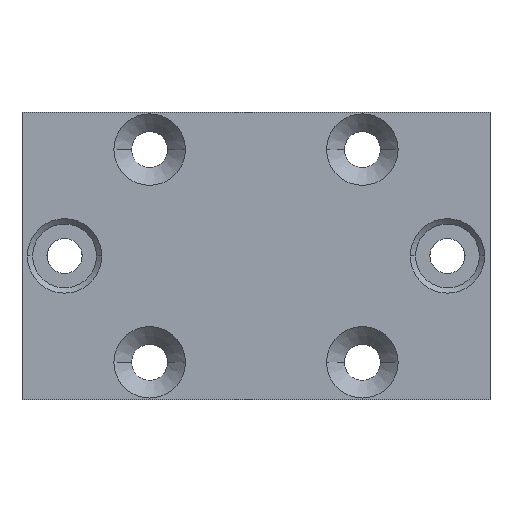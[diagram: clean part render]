
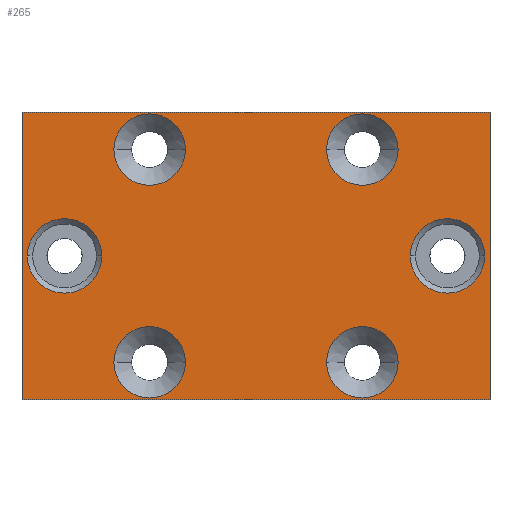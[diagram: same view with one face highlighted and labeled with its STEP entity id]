
A CAD part, top view. The second image highlights one B-rep face of the part: STEP entity #265.
In plain terms, the highlighted planar face has unit normal (0, 0, 1).
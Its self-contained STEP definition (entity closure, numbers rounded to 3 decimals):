
#1 = DIRECTION ( 'NONE',  ( 0., 0., 1. ) ) ;
#4 = AXIS2_PLACEMENT_3D ( 'NONE', #977, #226, #693 ) ;
#5 = EDGE_CURVE ( 'NONE', #17, #496, #982, .T. ) ;
#13 = VERTEX_POINT ( 'NONE', #789 ) ;
#17 = VERTEX_POINT ( 'NONE', #813 ) ;
#18 = DIRECTION ( 'NONE',  ( 0., -1., 0. ) ) ;
#29 = CARTESIAN_POINT ( 'NONE',  ( 22., 13.5, 6. ) ) ;
#32 = LINE ( 'NONE', #1092, #583 ) ;
#39 = DIRECTION ( 'NONE',  ( 0., 0., 1. ) ) ;
#48 = AXIS2_PLACEMENT_3D ( 'NONE', #1097, #237, #615 ) ;
#57 = EDGE_CURVE ( 'NONE', #440, #13, #990, .T. ) ;
#62 = VECTOR ( 'NONE', #993, 1000. ) ;
#64 = VERTEX_POINT ( 'NONE', #1099 ) ;
#87 = FACE_BOUND ( 'NONE', #352, .T. ) ;
#92 = CARTESIAN_POINT ( 'NONE',  ( 10., 10., 6. ) ) ;
#99 = FACE_BOUND ( 'NONE', #881, .T. ) ;
#102 = VERTEX_POINT ( 'NONE', #1115 ) ;
#103 = AXIS2_PLACEMENT_3D ( 'NONE', #1095, #235, #436 ) ;
#114 = ORIENTED_EDGE ( 'NONE', *, *, #819, .F. ) ;
#117 = CARTESIAN_POINT ( 'NONE',  ( 10., -10., 6. ) ) ;
#122 = ORIENTED_EDGE ( 'NONE', *, *, #420, .T. ) ;
#126 = CIRCLE ( 'NONE', #350, 3.5 ) ;
#127 = EDGE_CURVE ( 'NONE', #1235, #1138, #208, .T. ) ;
#128 = ORIENTED_EDGE ( 'NONE', *, *, #454, .F. ) ;
#140 = CIRCLE ( 'NONE', #1042, 3.5 ) ;
#161 = CIRCLE ( 'NONE', #785, 3.5 ) ;
#169 = CARTESIAN_POINT ( 'NONE',  ( 6.64, 10., 6. ) ) ;
#174 = CARTESIAN_POINT ( 'NONE',  ( -10., 10., 6. ) ) ;
#184 = CIRCLE ( 'NONE', #888, 3.36 ) ;
#191 = DIRECTION ( 'NONE',  ( 0., 0., 1. ) ) ;
#203 = DIRECTION ( 'NONE',  ( 0., 0., -1. ) ) ;
#208 = CIRCLE ( 'NONE', #1089, 3.36 ) ;
#211 = DIRECTION ( 'NONE',  ( -1., 0., 0. ) ) ;
#226 = DIRECTION ( 'NONE',  ( 0., 0., 1. ) ) ;
#231 = EDGE_CURVE ( 'NONE', #496, #1152, #457, .T. ) ;
#235 = DIRECTION ( 'NONE',  ( 0., 0., -1. ) ) ;
#237 = DIRECTION ( 'NONE',  ( 0., 0., 1. ) ) ;
#265 = ADVANCED_FACE ( 'NONE', ( #99, #276, #779, #960, #87, #477, #676 ), #859, .F. ) ;
#266 = VECTOR ( 'NONE', #211, 1000. ) ;
#267 = CIRCLE ( 'NONE', #685, 3.36 ) ;
#276 = FACE_BOUND ( 'NONE', #863, .T. ) ;
#281 = CARTESIAN_POINT ( 'NONE',  ( -13.36, -10., 6. ) ) ;
#283 = CIRCLE ( 'NONE', #985, 3.36 ) ;
#285 = AXIS2_PLACEMENT_3D ( 'NONE', #557, #191, #293 ) ;
#291 = ORIENTED_EDGE ( 'NONE', *, *, #333, .T. ) ;
#293 = DIRECTION ( 'NONE',  ( 1., 0., 0. ) ) ;
#302 = CARTESIAN_POINT ( 'NONE',  ( 18., 0., 6. ) ) ;
#317 = CARTESIAN_POINT ( 'NONE',  ( -13.36, 10., 6. ) ) ;
#333 = EDGE_CURVE ( 'NONE', #102, #882, #126, .T. ) ;
#350 = AXIS2_PLACEMENT_3D ( 'NONE', #302, #203, #485 ) ;
#352 = EDGE_LOOP ( 'NONE', ( #128, #781 ) ) ;
#354 = EDGE_CURVE ( 'NONE', #1004, #651, #1048, .T. ) ;
#356 = CARTESIAN_POINT ( 'NONE',  ( 10., 10., 6. ) ) ;
#362 = DIRECTION ( 'NONE',  ( 0., 0., 1. ) ) ;
#375 = CARTESIAN_POINT ( 'NONE',  ( 0., 0., 6. ) ) ;
#399 = EDGE_LOOP ( 'NONE', ( #475, #122, #1232, #856 ) ) ;
#403 = DIRECTION ( 'NONE',  ( 1., 0., 0. ) ) ;
#420 = EDGE_CURVE ( 'NONE', #875, #17, #690, .T. ) ;
#436 = DIRECTION ( 'NONE',  ( -1., 0., 0. ) ) ;
#440 = VERTEX_POINT ( 'NONE', #593 ) ;
#454 = EDGE_CURVE ( 'NONE', #1140, #1143, #283, .T. ) ;
#456 = CARTESIAN_POINT ( 'NONE',  ( -18., 0., 6. ) ) ;
#457 = LINE ( 'NONE', #1195, #266 ) ;
#459 = CARTESIAN_POINT ( 'NONE',  ( -6.64, 10., 6. ) ) ;
#475 = ORIENTED_EDGE ( 'NONE', *, *, #1239, .T. ) ;
#477 = FACE_BOUND ( 'NONE', #962, .T. ) ;
#481 = CARTESIAN_POINT ( 'NONE',  ( 21.5, 0., 6. ) ) ;
#485 = DIRECTION ( 'NONE',  ( -1., 0., 0. ) ) ;
#487 = ORIENTED_EDGE ( 'NONE', *, *, #127, .F. ) ;
#496 = VERTEX_POINT ( 'NONE', #29 ) ;
#517 = CARTESIAN_POINT ( 'NONE',  ( 18., 0., 6. ) ) ;
#529 = CARTESIAN_POINT ( 'NONE',  ( -10., 10., 6. ) ) ;
#535 = EDGE_CURVE ( 'NONE', #882, #102, #161, .T. ) ;
#557 = CARTESIAN_POINT ( 'NONE',  ( -10., -10., 6. ) ) ;
#569 = ORIENTED_EDGE ( 'NONE', *, *, #535, .T. ) ;
#571 = DIRECTION ( 'NONE',  ( -1., 0., 0. ) ) ;
#583 = VECTOR ( 'NONE', #18, 1000. ) ;
#593 = CARTESIAN_POINT ( 'NONE',  ( -14.5, 0., 6. ) ) ;
#615 = DIRECTION ( 'NONE',  ( 1., 0., 0. ) ) ;
#651 = VERTEX_POINT ( 'NONE', #1124 ) ;
#664 = AXIS2_PLACEMENT_3D ( 'NONE', #375, #872, #1050 ) ;
#676 = FACE_OUTER_BOUND ( 'NONE', #399, .T. ) ;
#685 = AXIS2_PLACEMENT_3D ( 'NONE', #174, #1139, #748 ) ;
#690 = LINE ( 'NONE', #1086, #826 ) ;
#693 = DIRECTION ( 'NONE',  ( 1., 0., 0. ) ) ;
#718 = ORIENTED_EDGE ( 'NONE', *, *, #953, .F. ) ;
#731 = DIRECTION ( 'NONE',  ( 0., 0., 1. ) ) ;
#738 = DIRECTION ( 'NONE',  ( 1., 0., 0. ) ) ;
#739 = EDGE_CURVE ( 'NONE', #651, #1004, #184, .T. ) ;
#748 = DIRECTION ( 'NONE',  ( 1., 0., 0. ) ) ;
#752 = EDGE_CURVE ( 'NONE', #13, #440, #140, .T. ) ;
#760 = CARTESIAN_POINT ( 'NONE',  ( -22., -13.5, 6. ) ) ;
#777 = DIRECTION ( 'NONE',  ( 0., 0., -1. ) ) ;
#779 = FACE_BOUND ( 'NONE', #1116, .T. ) ;
#781 = ORIENTED_EDGE ( 'NONE', *, *, #1133, .F. ) ;
#785 = AXIS2_PLACEMENT_3D ( 'NONE', #517, #811, #1098 ) ;
#789 = CARTESIAN_POINT ( 'NONE',  ( -21.5, 0., 6. ) ) ;
#807 = CIRCLE ( 'NONE', #4, 3.36 ) ;
#811 = DIRECTION ( 'NONE',  ( 0., 0., -1. ) ) ;
#813 = CARTESIAN_POINT ( 'NONE',  ( 22., -13.5, 6. ) ) ;
#819 = EDGE_CURVE ( 'NONE', #860, #64, #1185, .T. ) ;
#826 = VECTOR ( 'NONE', #1075, 1000. ) ;
#829 = AXIS2_PLACEMENT_3D ( 'NONE', #92, #1, #403 ) ;
#832 = ORIENTED_EDGE ( 'NONE', *, *, #57, .T. ) ;
#839 = CARTESIAN_POINT ( 'NONE',  ( 6.64, -10., 6. ) ) ;
#856 = ORIENTED_EDGE ( 'NONE', *, *, #231, .T. ) ;
#859 = PLANE ( 'NONE',  #664 ) ;
#860 = VERTEX_POINT ( 'NONE', #281 ) ;
#863 = EDGE_LOOP ( 'NONE', ( #832, #1009 ) ) ;
#872 = DIRECTION ( 'NONE',  ( 0., 0., -1. ) ) ;
#875 = VERTEX_POINT ( 'NONE', #760 ) ;
#881 = EDGE_LOOP ( 'NONE', ( #569, #291 ) ) ;
#882 = VERTEX_POINT ( 'NONE', #481 ) ;
#884 = DIRECTION ( 'NONE',  ( 1., 0., 0. ) ) ;
#888 = AXIS2_PLACEMENT_3D ( 'NONE', #356, #731, #935 ) ;
#910 = CARTESIAN_POINT ( 'NONE',  ( 22., 13.5, 6. ) ) ;
#935 = DIRECTION ( 'NONE',  ( 1., 0., 0. ) ) ;
#953 = EDGE_CURVE ( 'NONE', #64, #860, #807, .T. ) ;
#957 = CARTESIAN_POINT ( 'NONE',  ( -22., 13.5, 6. ) ) ;
#960 = FACE_BOUND ( 'NONE', #1197, .T. ) ;
#962 = EDGE_LOOP ( 'NONE', ( #718, #114 ) ) ;
#977 = CARTESIAN_POINT ( 'NONE',  ( -10., -10., 6. ) ) ;
#982 = LINE ( 'NONE', #910, #62 ) ;
#985 = AXIS2_PLACEMENT_3D ( 'NONE', #117, #39, #884 ) ;
#990 = CIRCLE ( 'NONE', #103, 3.5 ) ;
#993 = DIRECTION ( 'NONE',  ( 0., 1., 0. ) ) ;
#1004 = VERTEX_POINT ( 'NONE', #169 ) ;
#1009 = ORIENTED_EDGE ( 'NONE', *, *, #752, .T. ) ;
#1029 = ORIENTED_EDGE ( 'NONE', *, *, #739, .F. ) ;
#1042 = AXIS2_PLACEMENT_3D ( 'NONE', #456, #777, #571 ) ;
#1048 = CIRCLE ( 'NONE', #829, 3.36 ) ;
#1050 = DIRECTION ( 'NONE',  ( -1., 0., 0. ) ) ;
#1068 = CIRCLE ( 'NONE', #48, 3.36 ) ;
#1070 = ORIENTED_EDGE ( 'NONE', *, *, #354, .F. ) ;
#1075 = DIRECTION ( 'NONE',  ( 1., 0., 0. ) ) ;
#1086 = CARTESIAN_POINT ( 'NONE',  ( 22., -13.5, 6. ) ) ;
#1089 = AXIS2_PLACEMENT_3D ( 'NONE', #529, #362, #738 ) ;
#1092 = CARTESIAN_POINT ( 'NONE',  ( -22., 13.5, 6. ) ) ;
#1095 = CARTESIAN_POINT ( 'NONE',  ( -18., 0., 6. ) ) ;
#1097 = CARTESIAN_POINT ( 'NONE',  ( 10., -10., 6. ) ) ;
#1098 = DIRECTION ( 'NONE',  ( -1., 0., 0. ) ) ;
#1099 = CARTESIAN_POINT ( 'NONE',  ( -6.64, -10., 6. ) ) ;
#1115 = CARTESIAN_POINT ( 'NONE',  ( 14.5, 0., 6. ) ) ;
#1116 = EDGE_LOOP ( 'NONE', ( #1159, #487 ) ) ;
#1124 = CARTESIAN_POINT ( 'NONE',  ( 13.36, 10., 6. ) ) ;
#1133 = EDGE_CURVE ( 'NONE', #1143, #1140, #1068, .T. ) ;
#1138 = VERTEX_POINT ( 'NONE', #459 ) ;
#1139 = DIRECTION ( 'NONE',  ( 0., 0., 1. ) ) ;
#1140 = VERTEX_POINT ( 'NONE', #1209 ) ;
#1143 = VERTEX_POINT ( 'NONE', #839 ) ;
#1152 = VERTEX_POINT ( 'NONE', #957 ) ;
#1159 = ORIENTED_EDGE ( 'NONE', *, *, #1210, .F. ) ;
#1185 = CIRCLE ( 'NONE', #285, 3.36 ) ;
#1195 = CARTESIAN_POINT ( 'NONE',  ( 22., 13.5, 6. ) ) ;
#1197 = EDGE_LOOP ( 'NONE', ( #1029, #1070 ) ) ;
#1209 = CARTESIAN_POINT ( 'NONE',  ( 13.36, -10., 6. ) ) ;
#1210 = EDGE_CURVE ( 'NONE', #1138, #1235, #267, .T. ) ;
#1232 = ORIENTED_EDGE ( 'NONE', *, *, #5, .T. ) ;
#1235 = VERTEX_POINT ( 'NONE', #317 ) ;
#1239 = EDGE_CURVE ( 'NONE', #1152, #875, #32, .T. ) ;
